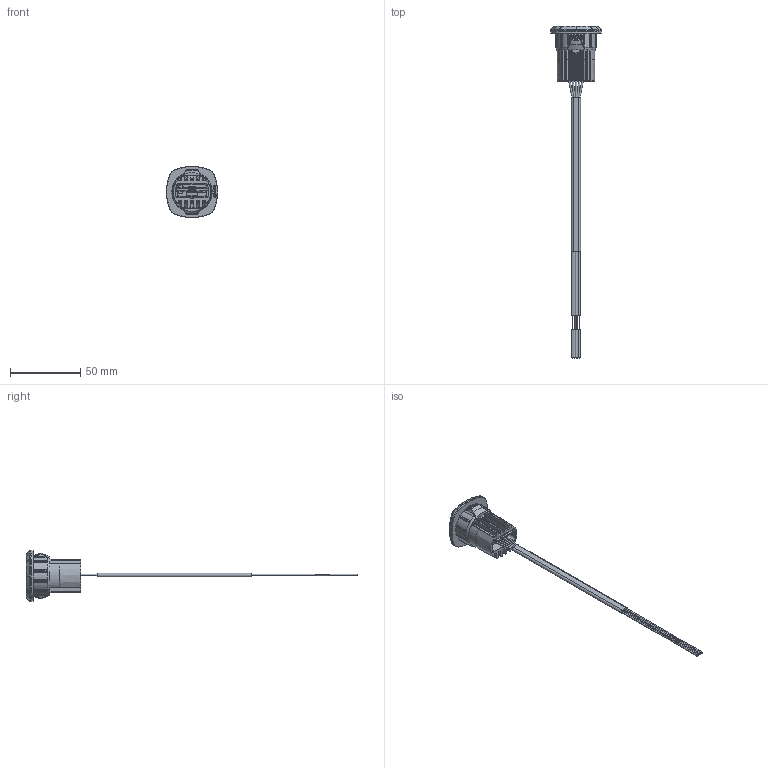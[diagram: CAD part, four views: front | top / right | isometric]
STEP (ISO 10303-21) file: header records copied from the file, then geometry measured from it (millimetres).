
FILE_DESCRIPTION((''),'2;1');
FILE_NAME('0-F016-ALL_SW0001','2025-08-12T15:56:56',('candice.wang'),(''),'CREO PARAMETRIC BY PTC INC, 2018100','CREO PARAMETRIC BY PTC INC, 2018100','');
FILE_SCHEMA(('AUTOMOTIVE_DESIGN { 1 0 10303 214 1 1 1 1 }'));
Products named in the file (1): 0-F016-ALL_SW0001
Bounding box: 36.45 x 235.5 x 36.45 mm (x, y, z)
Volume: 17405.4 mm3; surface area: 19584.7 mm2
Topology: 2 solids, 2 shells, 2380 faces, 5998 edges, 3704 vertices
Faces by surface type: bspline 880, plane 761, cylinder 484, cone 134, torus 83, revolution 16, extrusion 12, sphere 10
Entity records: 125557 total; most frequent: CARTESIAN_POINT 59024, ORIENTED_EDGE 11992, DIRECTION 8054, EDGE_CURVE 5996, VERTEX_POINT 3704, AXIS2_PLACEMENT_3D 2794, EDGE_LOOP 2496, VECTOR 2450
